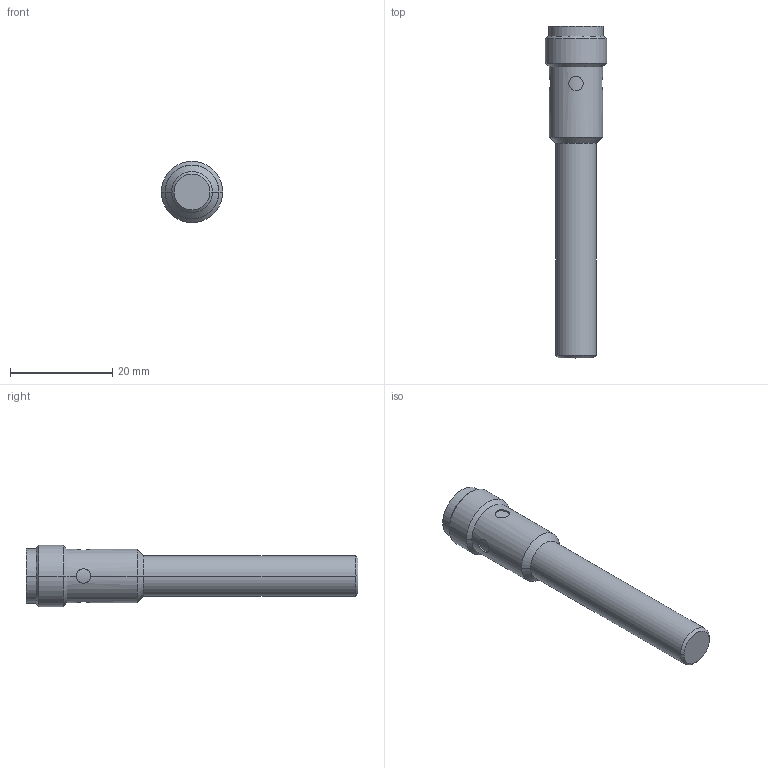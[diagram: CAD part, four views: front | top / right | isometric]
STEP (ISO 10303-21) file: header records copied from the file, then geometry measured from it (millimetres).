
FILE_DESCRIPTION((''),'2;1');
FILE_NAME('DM_CAD-0200A','2015-01-12T',('Creinig-se'),(''),'PRO/ENGINEER BY PARAMETRIC TECHNOLOGY CORPORATION, 2013050','PRO/ENGINEER BY PARAMETRIC TECHNOLOGY CORPORATION, 2013050','');
FILE_SCHEMA(('CONFIG_CONTROL_DESIGN'));
Length unit declared in the file: millimetre
Products named in the file (1): DM_CAD-0200A
Bounding box: 12 x 65 x 12 mm (x, y, z)
Volume: 3623.6 mm3; surface area: 2409.1 mm2
Topology: 1 solids, 1 shells, 53 faces, 187 edges, 146 vertices
Faces by surface type: cylinder 29, cone 8, plane 8, sphere 8
Entity records: 3065 total; most frequent: CARTESIAN_POINT 606, DIRECTION 319, ORIENTED_EDGE 244, PRESENTATION_STYLE_ASSIGNMENT 216, STYLED_ITEM 193, CURVE_STYLE 186, EDGE_CURVE 122, AXIS2_PLACEMENT_3D 118
